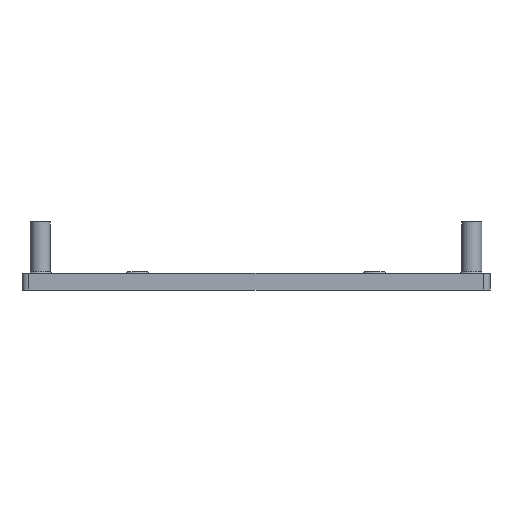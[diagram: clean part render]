
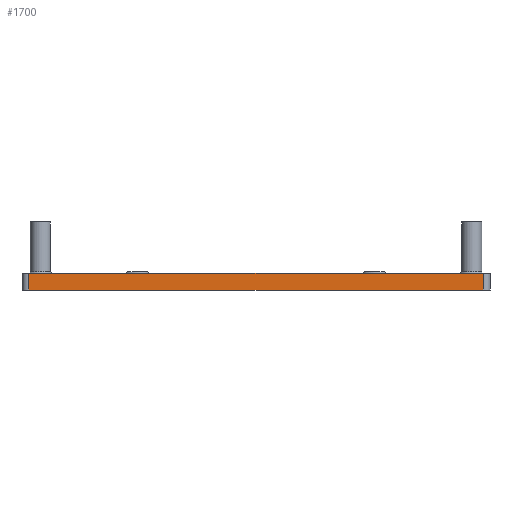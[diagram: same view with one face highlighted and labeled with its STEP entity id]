
A CAD part, front view. The second image highlights one B-rep face of the part: STEP entity #1700.
In plain terms, the highlighted planar face has unit normal (0, -1, 0).
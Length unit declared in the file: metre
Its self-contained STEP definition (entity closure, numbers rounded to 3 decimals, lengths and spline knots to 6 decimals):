
#320=ORIENTED_EDGE('',*,*,#806,.T.);
#321=ORIENTED_EDGE('',*,*,#807,.T.);
#322=ORIENTED_EDGE('',*,*,#808,.F.);
#323=ORIENTED_EDGE('',*,*,#809,.T.);
#806=EDGE_CURVE('',#1045,#1046,#1171,.T.);
#807=EDGE_CURVE('',#1046,#1047,#1172,.F.);
#808=EDGE_CURVE('',#1048,#1047,#1173,.T.);
#809=EDGE_CURVE('',#1048,#1045,#1174,.T.);
#1045=VERTEX_POINT('',#2839);
#1046=VERTEX_POINT('',#2840);
#1047=VERTEX_POINT('',#2842);
#1048=VERTEX_POINT('',#2844);
#1171=LINE('',#2838,#1277);
#1172=LINE('',#2841,#1278);
#1173=LINE('',#2843,#1279);
#1174=LINE('',#2845,#1280);
#1277=VECTOR('',#2187,1.);
#1278=VECTOR('',#2188,1.);
#1279=VECTOR('',#2189,1.);
#1280=VECTOR('',#2190,1.);
#1355=EDGE_LOOP('',(#320,#321,#322,#323));
#1509=FACE_BOUND('',#1355,.T.);
#1654=PLANE('',#1857);
#1700=ADVANCED_FACE('',(#1509),#1654,.F.);
#1857=AXIS2_PLACEMENT_3D('',#2837,#2185,#2186);
#2185=DIRECTION('',(0.,1.,0.));
#2186=DIRECTION('',(0.,0.,1.));
#2187=DIRECTION('',(1.,0.,0.));
#2188=DIRECTION('',(0.,0.,-1.));
#2189=DIRECTION('',(1.,0.,0.));
#2190=DIRECTION('',(0.,0.,-1.));
#2837=CARTESIAN_POINT('',(-0.0105,-0.0555,0.0025));
#2838=CARTESIAN_POINT('',(-0.0105,-0.0555,0.));
#2839=CARTESIAN_POINT('',(-0.079,-0.0555,0.));
#2840=CARTESIAN_POINT('',(0.058,-0.0555,0.));
#2841=CARTESIAN_POINT('',(0.058,-0.0555,0.005));
#2842=CARTESIAN_POINT('',(0.058,-0.0555,0.005));
#2843=CARTESIAN_POINT('',(-0.0105,-0.0555,0.005));
#2844=CARTESIAN_POINT('',(-0.079,-0.0555,0.005));
#2845=CARTESIAN_POINT('',(-0.079,-0.0555,0.0025));
